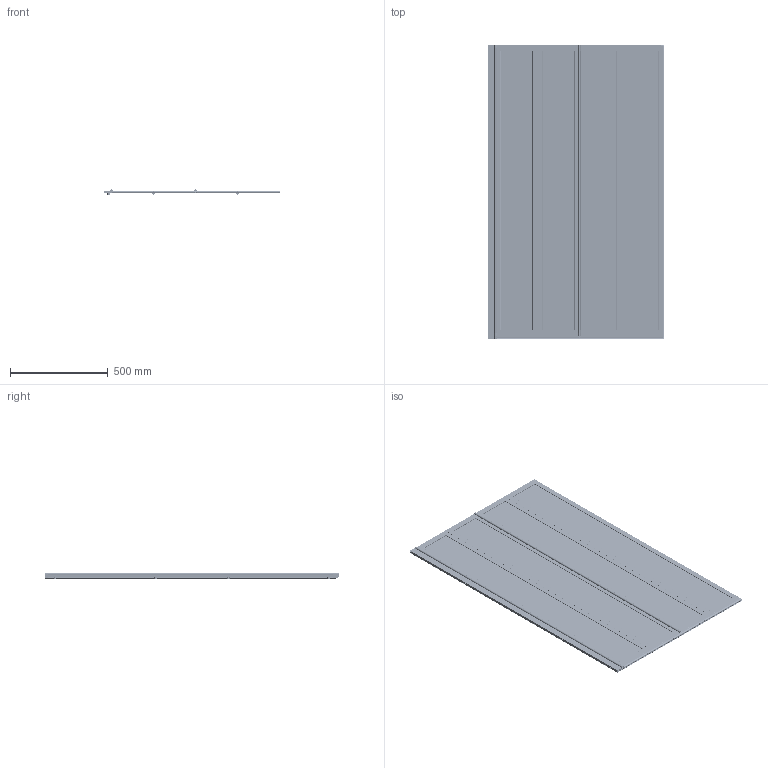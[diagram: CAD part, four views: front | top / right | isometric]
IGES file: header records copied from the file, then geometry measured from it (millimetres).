
Start section: SolidWorks IGES file using analytic representation for surfaces
Global section: file name: BSP-YP-B744L.IGS; native system: SolidWorks 2010; preprocessor: SolidWorks 2010; author: wuzm; date: 200311.153737; units: millimetre
Bounding box: 904.23 x 1505.25 x 27.37 mm (x, y, z)
Surface area: 5974320.3 mm2 (no closed solid volume)
Topology: 0 solids, 0 shells, 8128 faces, 143418 edges, 143279 vertices
Faces by surface type: bspline 4485, revolution 3643
